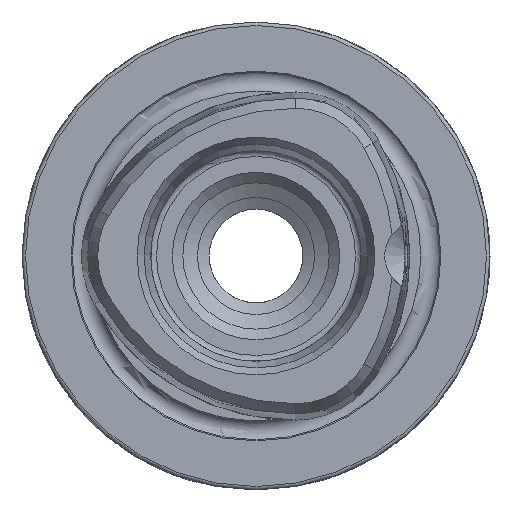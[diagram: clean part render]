
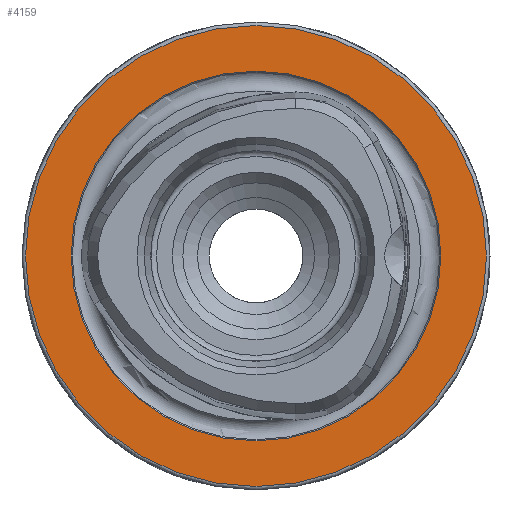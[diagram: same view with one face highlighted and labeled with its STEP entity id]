
A CAD part, left-side view. The second image highlights one B-rep face of the part: STEP entity #4159.
In plain terms, the highlighted planar face has unit normal (-1, 0, 0).
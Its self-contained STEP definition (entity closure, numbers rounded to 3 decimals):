
#244 = EDGE_LOOP ( 'NONE', ( #2353 ) ) ;
#284 = AXIS2_PLACEMENT_3D ( 'NONE', #4272, #4663, #4200 ) ;
#572 = FACE_BOUND ( 'NONE', #244, .T. ) ;
#1567 = ORIENTED_EDGE ( 'NONE', *, *, #4271, .T. ) ;
#1582 = AXIS2_PLACEMENT_3D ( 'NONE', #3938, #3994, #3547 ) ;
#1991 = VERTEX_POINT ( 'NONE', #4545 ) ;
#2138 = CARTESIAN_POINT ( 'NONE',  ( 0., 0., 0. ) ) ;
#2353 = ORIENTED_EDGE ( 'NONE', *, *, #2382, .F. ) ;
#2380 = CIRCLE ( 'NONE', #1582, 19.7 ) ;
#2382 = EDGE_CURVE ( 'NONE', #2492, #2492, #3506, .T. ) ;
#2492 = VERTEX_POINT ( 'NONE', #3940 ) ;
#2504 = FACE_OUTER_BOUND ( 'NONE', #3903, .T. ) ;
#3392 = PLANE ( 'NONE',  #284 ) ;
#3506 = CIRCLE ( 'NONE', #4573, 15.8 ) ;
#3547 = DIRECTION ( 'NONE',  ( 0., 0., 1. ) ) ;
#3839 = DIRECTION ( 'NONE',  ( -1., 0., 0. ) ) ;
#3903 = EDGE_LOOP ( 'NONE', ( #1567 ) ) ;
#3938 = CARTESIAN_POINT ( 'NONE',  ( 0., 0., 0. ) ) ;
#3940 = CARTESIAN_POINT ( 'NONE',  ( 0., 0., 15.8 ) ) ;
#3994 = DIRECTION ( 'NONE',  ( -1., 0., 0. ) ) ;
#4159 = ADVANCED_FACE ( 'NONE', ( #572, #2504 ), #3392, .F. ) ;
#4200 = DIRECTION ( 'NONE',  ( 0., 0., -1. ) ) ;
#4271 = EDGE_CURVE ( 'NONE', #1991, #1991, #2380, .T. ) ;
#4272 = CARTESIAN_POINT ( 'NONE',  ( 0., 15.8, 0. ) ) ;
#4545 = CARTESIAN_POINT ( 'NONE',  ( 0., 0., 19.7 ) ) ;
#4573 = AXIS2_PLACEMENT_3D ( 'NONE', #2138, #3839, #5096 ) ;
#4663 = DIRECTION ( 'NONE',  ( 1., 0., 0. ) ) ;
#5096 = DIRECTION ( 'NONE',  ( 0., 0., 1. ) ) ;
